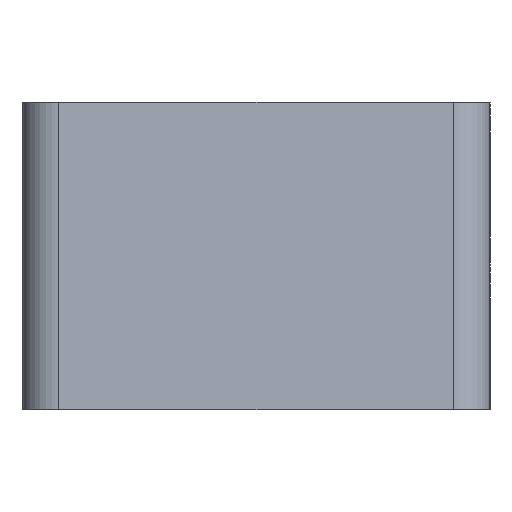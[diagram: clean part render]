
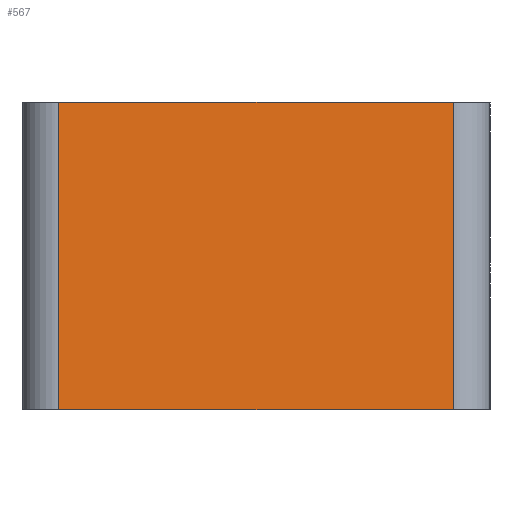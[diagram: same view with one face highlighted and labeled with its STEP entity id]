
A CAD part, left-side view. The second image highlights one B-rep face of the part: STEP entity #567.
In plain terms, the highlighted planar face has unit normal (-0.996, 0, 0.087).
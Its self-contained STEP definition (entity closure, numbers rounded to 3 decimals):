
#540=AXIS2_PLACEMENT_3D('Plane Axis2P3D',#537,#538,#539) ;
#505=CARTESIAN_POINT('Line Origine',(2.716,3.,31.044)) ;
#509=CARTESIAN_POINT('Vertex',(0.,3.,0.)) ;
#511=CARTESIAN_POINT('Vertex',(2.187,3.,25.)) ;
#537=CARTESIAN_POINT('Axis2P3D Location',(0.,19.,0.)) ;
#542=CARTESIAN_POINT('Line Origine',(2.187,19.,25.)) ;
#546=CARTESIAN_POINT('Vertex',(2.187,35.,25.)) ;
#549=CARTESIAN_POINT('Line Origine',(1.094,35.,12.5)) ;
#553=CARTESIAN_POINT('Vertex',(0.,35.,0.)) ;
#556=CARTESIAN_POINT('Line Origine',(0.,19.,0.)) ;
#506=DIRECTION('Vector Direction',(-0.087,0.,-0.996)) ;
#538=DIRECTION('Axis2P3D Direction',(-0.996,0.,0.087)) ;
#539=DIRECTION('Axis2P3D XDirection',(0.087,0.,0.996)) ;
#543=DIRECTION('Vector Direction',(0.,-1.,0.)) ;
#550=DIRECTION('Vector Direction',(-0.087,0.,-0.996)) ;
#557=DIRECTION('Vector Direction',(0.,1.,0.)) ;
#507=VECTOR('Line Direction',#506,1.) ;
#544=VECTOR('Line Direction',#543,1.) ;
#551=VECTOR('Line Direction',#550,1.) ;
#558=VECTOR('Line Direction',#557,1.) ;
#562=ORIENTED_EDGE('',*,*,#548,.F.) ;
#563=ORIENTED_EDGE('',*,*,#555,.T.) ;
#564=ORIENTED_EDGE('',*,*,#560,.F.) ;
#565=ORIENTED_EDGE('',*,*,#513,.T.) ;
#567=ADVANCED_FACE('Hauptkoerper nicht benutzen',(#566),#541,.T.) ;
#513=EDGE_CURVE('',#510,#512,#508,.F.) ;
#548=EDGE_CURVE('',#547,#512,#545,.T.) ;
#555=EDGE_CURVE('',#547,#554,#552,.T.) ;
#560=EDGE_CURVE('',#510,#554,#559,.T.) ;
#561=EDGE_LOOP('',(#562,#563,#564,#565)) ;
#566=FACE_OUTER_BOUND('',#561,.T.) ;
#508=LINE('Line',#505,#507) ;
#545=LINE('Line',#542,#544) ;
#552=LINE('Line',#549,#551) ;
#559=LINE('Line',#556,#558) ;
#541=PLANE('Plane',#540) ;
#510=VERTEX_POINT('',#509) ;
#512=VERTEX_POINT('',#511) ;
#547=VERTEX_POINT('',#546) ;
#554=VERTEX_POINT('',#553) ;
